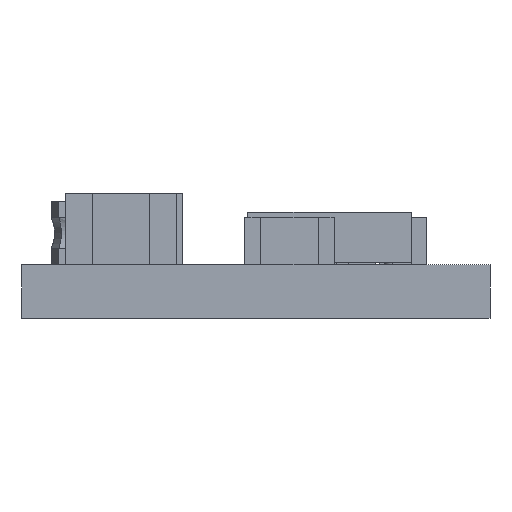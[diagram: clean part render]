
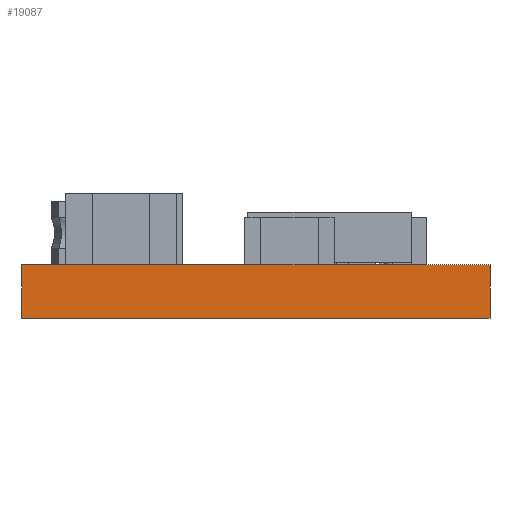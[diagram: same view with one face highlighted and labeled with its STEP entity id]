
A CAD part, front view. The second image highlights one B-rep face of the part: STEP entity #19087.
In plain terms, the highlighted planar face has unit normal (0, -1, 0).
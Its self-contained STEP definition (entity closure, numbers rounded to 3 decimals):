
#33 = VERTEX_POINT ( 'NONE', #17043 ) ;
#645 = CARTESIAN_POINT ( 'NONE',  ( 0., 0., 1.016 ) ) ;
#1732 = ORIENTED_EDGE ( 'NONE', *, *, #18031, .F. ) ;
#1952 = CARTESIAN_POINT ( 'NONE',  ( 8.89, 0., 1.016 ) ) ;
#2349 = DIRECTION ( 'NONE',  ( 0., 0., -1. ) ) ;
#2754 = CARTESIAN_POINT ( 'NONE',  ( 0., 0., 0. ) ) ;
#3213 = VECTOR ( 'NONE', #7400, 1000. ) ;
#3311 = VECTOR ( 'NONE', #19374, 1000. ) ;
#3634 = FACE_OUTER_BOUND ( 'NONE', #16538, .T. ) ;
#4032 = LINE ( 'NONE', #2754, #27954 ) ;
#4717 = EDGE_CURVE ( 'NONE', #24130, #9838, #22760, .T. ) ;
#4943 = CARTESIAN_POINT ( 'NONE',  ( 8.89, 0., 0. ) ) ;
#5101 = AXIS2_PLACEMENT_3D ( 'NONE', #22827, #11371, #16013 ) ;
#7303 = CARTESIAN_POINT ( 'NONE',  ( 0., 0., 1.016 ) ) ;
#7400 = DIRECTION ( 'NONE',  ( 0., 0., -1. ) ) ;
#9838 = VERTEX_POINT ( 'NONE', #29416 ) ;
#11371 = DIRECTION ( 'NONE',  ( 0., 1., 0. ) ) ;
#15252 = LINE ( 'NONE', #645, #3311 ) ;
#15688 = LINE ( 'NONE', #1952, #24778 ) ;
#15782 = ORIENTED_EDGE ( 'NONE', *, *, #22136, .T. ) ;
#16013 = DIRECTION ( 'NONE',  ( 0., 0., 1. ) ) ;
#16538 = EDGE_LOOP ( 'NONE', ( #15782, #1732, #20356, #29209 ) ) ;
#17043 = CARTESIAN_POINT ( 'NONE',  ( 8.89, 0., 1.016 ) ) ;
#17667 = CARTESIAN_POINT ( 'NONE',  ( 0., 0., 1.016 ) ) ;
#18031 = EDGE_CURVE ( 'NONE', #33, #28401, #15688, .T. ) ;
#18151 = PLANE ( 'NONE',  #5101 ) ;
#19030 = DIRECTION ( 'NONE',  ( 1., 0., 0. ) ) ;
#19087 = ADVANCED_FACE ( 'NONE', ( #3634 ), #18151, .F. ) ;
#19374 = DIRECTION ( 'NONE',  ( 1., 0., 0. ) ) ;
#20356 = ORIENTED_EDGE ( 'NONE', *, *, #21656, .F. ) ;
#21656 = EDGE_CURVE ( 'NONE', #24130, #33, #15252, .T. ) ;
#22136 = EDGE_CURVE ( 'NONE', #9838, #28401, #4032, .T. ) ;
#22760 = LINE ( 'NONE', #7303, #3213 ) ;
#22827 = CARTESIAN_POINT ( 'NONE',  ( 0., 0., 1.016 ) ) ;
#24130 = VERTEX_POINT ( 'NONE', #17667 ) ;
#24778 = VECTOR ( 'NONE', #2349, 1000. ) ;
#27954 = VECTOR ( 'NONE', #19030, 1000. ) ;
#28401 = VERTEX_POINT ( 'NONE', #4943 ) ;
#29209 = ORIENTED_EDGE ( 'NONE', *, *, #4717, .T. ) ;
#29416 = CARTESIAN_POINT ( 'NONE',  ( 0., 0., 0. ) ) ;
